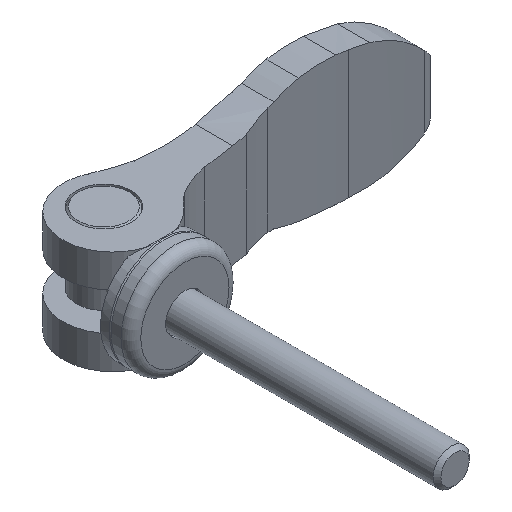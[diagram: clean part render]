
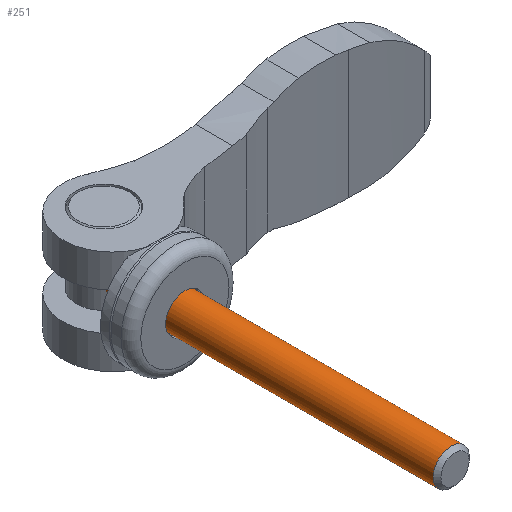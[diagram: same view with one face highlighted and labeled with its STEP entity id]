
A CAD part, isometric view. The second image highlights one B-rep face of the part: STEP entity #251.
In plain terms, the highlighted cylindrical face has radius 2 mm (diameter 4 mm), a full revolution.
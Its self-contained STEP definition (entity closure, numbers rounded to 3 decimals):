
#251 = ADVANCED_FACE( '', ( #495, #496 ), #497, .T. );
#495 = FACE_OUTER_BOUND( '', #778, .T. );
#496 = FACE_OUTER_BOUND( '', #779, .T. );
#497 = CYLINDRICAL_SURFACE( '', #780, 2. );
#778 = EDGE_LOOP( '', ( #1171 ) );
#779 = EDGE_LOOP( '', ( #1172, #1173, #1174, #1175, #1176, #1177, #1178, #1179 ) );
#780 = AXIS2_PLACEMENT_3D( '', #1180, #1181, #1182 );
#1171 = ORIENTED_EDGE( '', *, *, #1753, .F. );
#1172 = ORIENTED_EDGE( '', *, *, #1754, .T. );
#1173 = ORIENTED_EDGE( '', *, *, #1755, .T. );
#1174 = ORIENTED_EDGE( '', *, *, #1756, .F. );
#1175 = ORIENTED_EDGE( '', *, *, #1757, .F. );
#1176 = ORIENTED_EDGE( '', *, *, #1758, .T. );
#1177 = ORIENTED_EDGE( '', *, *, #1759, .F. );
#1178 = ORIENTED_EDGE( '', *, *, #1760, .F. );
#1179 = ORIENTED_EDGE( '', *, *, #1761, .T. );
#1180 = CARTESIAN_POINT( '', ( 0., 35., 0. ) );
#1181 = DIRECTION( '', ( 0., 1., 0. ) );
#1182 = DIRECTION( '', ( 0., 0., -1. ) );
#1753 = EDGE_CURVE( '', #2083, #2083, #2084, .T. );
#1754 = EDGE_CURVE( '', #2085, #2086, #2087, .T. );
#1755 = EDGE_CURVE( '', #2086, #2088, #2089, .T. );
#1756 = EDGE_CURVE( '', #2090, #2088, #2091, .T. );
#1757 = EDGE_CURVE( '', #2092, #2090, #2093, .T. );
#1758 = EDGE_CURVE( '', #2092, #2094, #2095, .T. );
#1759 = EDGE_CURVE( '', #2096, #2094, #2097, .F. );
#1760 = EDGE_CURVE( '', #2098, #2096, #2099, .T. );
#1761 = EDGE_CURVE( '', #2098, #2085, #2100, .F. );
#2083 = VERTEX_POINT( '', #2789 );
#2084 = CIRCLE( '', #2790, 2. );
#2085 = VERTEX_POINT( '', #2791 );
#2086 = VERTEX_POINT( '', #2792 );
#2087 = CIRCLE( '', #2793, 2. );
#2088 = VERTEX_POINT( '', #2794 );
#2089 = LINE( '', #2795, #2796 );
#2090 = VERTEX_POINT( '', #2797 );
#2091 = B_SPLINE_CURVE_WITH_KNOTS( '', 3, ( #2798, #2799, #2800, #2801 ), .UNSPECIFIED., .F., .F., ( 4, 4 ), ( 0., 0.001 ), .UNSPECIFIED. );
#2092 = VERTEX_POINT( '', #2802 );
#2093 = LINE( '', #2803, #2804 );
#2094 = VERTEX_POINT( '', #2805 );
#2095 = CIRCLE( '', #2806, 2. );
#2096 = VERTEX_POINT( '', #2807 );
#2097 = LINE( '', #2808, #2809 );
#2098 = VERTEX_POINT( '', #2810 );
#2099 = B_SPLINE_CURVE_WITH_KNOTS( '', 3, ( #2811, #2812, #2813, #2814 ), .UNSPECIFIED., .F., .F., ( 4, 4 ), ( 0., 0.001 ), .UNSPECIFIED. );
#2100 = LINE( '', #2815, #2816 );
#2789 = CARTESIAN_POINT( '', ( 0., 0.43, -2. ) );
#2790 = AXIS2_PLACEMENT_3D( '', #3344, #3345, #3346 );
#2791 = CARTESIAN_POINT( '', ( 1.96, 41.786, 0.4 ) );
#2792 = CARTESIAN_POINT( '', ( -1.96, 41.786, 0.4 ) );
#2793 = AXIS2_PLACEMENT_3D( '', #3347, #3348, #3349 );
#2794 = CARTESIAN_POINT( '', ( -1.96, 40.561, 0.4 ) );
#2795 = CARTESIAN_POINT( '', ( -1.96, 35., 0.4 ) );
#2796 = VECTOR( '', #3350, 1000. );
#2797 = CARTESIAN_POINT( '', ( -1.96, 40.561, -0.4 ) );
#2798 = CARTESIAN_POINT( '', ( -1.96, 40.561, -0.4 ) );
#2799 = CARTESIAN_POINT( '', ( -2.014, 40.564, -0.135 ) );
#2800 = CARTESIAN_POINT( '', ( -2.014, 40.564, 0.135 ) );
#2801 = CARTESIAN_POINT( '', ( -1.96, 40.561, 0.4 ) );
#2802 = CARTESIAN_POINT( '', ( -1.96, 41.786, -0.4 ) );
#2803 = CARTESIAN_POINT( '', ( -1.96, 35., -0.4 ) );
#2804 = VECTOR( '', #3351, 1000. );
#2805 = CARTESIAN_POINT( '', ( 1.96, 41.786, -0.4 ) );
#2806 = AXIS2_PLACEMENT_3D( '', #3352, #3353, #3354 );
#2807 = CARTESIAN_POINT( '', ( 1.96, 40.561, -0.4 ) );
#2808 = CARTESIAN_POINT( '', ( 1.96, 35., -0.4 ) );
#2809 = VECTOR( '', #3355, 1000. );
#2810 = CARTESIAN_POINT( '', ( 1.96, 40.561, 0.4 ) );
#2811 = CARTESIAN_POINT( '', ( 1.96, 40.561, 0.4 ) );
#2812 = CARTESIAN_POINT( '', ( 2.014, 40.564, 0.135 ) );
#2813 = CARTESIAN_POINT( '', ( 2.014, 40.564, -0.135 ) );
#2814 = CARTESIAN_POINT( '', ( 1.96, 40.561, -0.4 ) );
#2815 = CARTESIAN_POINT( '', ( 1.96, 35., 0.4 ) );
#2816 = VECTOR( '', #3356, 1000. );
#3344 = CARTESIAN_POINT( '', ( 0., 0.43, 0. ) );
#3345 = DIRECTION( '', ( 0., -1., 0. ) );
#3346 = DIRECTION( '', ( 0., 0., -1. ) );
#3347 = CARTESIAN_POINT( '', ( 0., 41.786, 0. ) );
#3348 = DIRECTION( '', ( 0., -1., 0. ) );
#3349 = DIRECTION( '', ( 0., 0., -1. ) );
#3350 = DIRECTION( '', ( 0., -1., 0. ) );
#3351 = DIRECTION( '', ( 0., -1., 0. ) );
#3352 = CARTESIAN_POINT( '', ( 0., 41.786, 0. ) );
#3353 = DIRECTION( '', ( 0., -1., 0. ) );
#3354 = DIRECTION( '', ( 0., 0., -1. ) );
#3355 = DIRECTION( '', ( 0., -1., 0. ) );
#3356 = DIRECTION( '', ( 0., -1., 0. ) );
